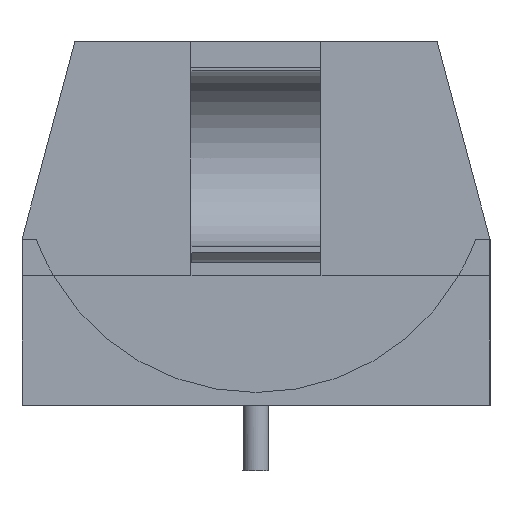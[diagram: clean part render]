
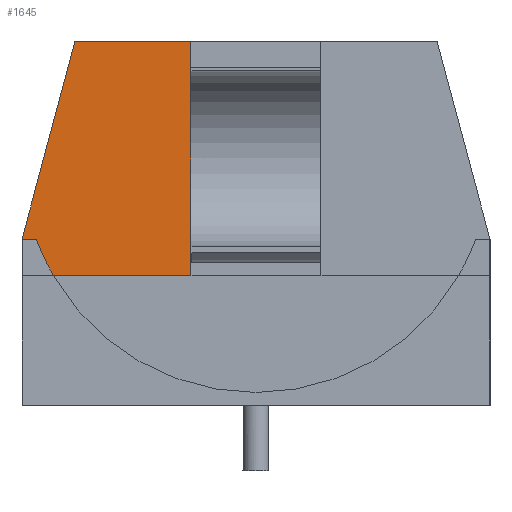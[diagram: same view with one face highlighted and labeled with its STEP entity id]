
A CAD part, left-side view. The second image highlights one B-rep face of the part: STEP entity #1645.
In plain terms, the highlighted planar face has unit normal (-1, 0, 0).
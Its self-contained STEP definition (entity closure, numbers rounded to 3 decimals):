
#211 = VERTEX_POINT('',#212);
#212 = CARTESIAN_POINT('',(-21.5,9.,6.4));
#250 = VERTEX_POINT('',#251);
#251 = CARTESIAN_POINT('',(-21.5,7.794,5.));
#641 = EDGE_CURVE('',#211,#642,#644,.T.);
#642 = VERTEX_POINT('',#643);
#643 = CARTESIAN_POINT('',(-21.5,6.964,14.));
#644 = LINE('',#645,#646);
#645 = CARTESIAN_POINT('',(-21.5,8.753,7.321));
#646 = VECTOR('',#647,1.);
#647 = DIRECTION('',(0.,-0.259,0.966));
#673 = EDGE_CURVE('',#674,#250,#676,.T.);
#674 = VERTEX_POINT('',#675);
#675 = CARTESIAN_POINT('',(-21.5,8.449,6.4));
#676 = CIRCLE('',#677,9.);
#677 = AXIS2_PLACEMENT_3D('',#678,#679,#680);
#678 = CARTESIAN_POINT('',(-21.5,0.,9.5));
#679 = DIRECTION('',(-1.,0.,0.));
#680 = DIRECTION('',(0.,-1.,0.));
#682 = EDGE_CURVE('',#674,#211,#683,.T.);
#683 = LINE('',#684,#685);
#684 = CARTESIAN_POINT('',(-21.5,-9.,6.4));
#685 = VECTOR('',#686,1.);
#686 = DIRECTION('',(0.,1.,0.));
#697 = EDGE_CURVE('',#250,#698,#700,.T.);
#698 = VERTEX_POINT('',#699);
#699 = CARTESIAN_POINT('',(-21.5,2.5,5.));
#700 = LINE('',#701,#702);
#701 = CARTESIAN_POINT('',(-21.5,9.,5.));
#702 = VECTOR('',#703,1.);
#703 = DIRECTION('',(0.,-1.,0.));
#1594 = EDGE_CURVE('',#1595,#642,#1597,.T.);
#1595 = VERTEX_POINT('',#1596);
#1596 = CARTESIAN_POINT('',(-21.5,2.5,14.));
#1597 = LINE('',#1598,#1599);
#1598 = CARTESIAN_POINT('',(-21.5,-9.,14.));
#1599 = VECTOR('',#1600,1.);
#1600 = DIRECTION('',(0.,1.,0.));
#1645 = ADVANCED_FACE('',(#1646),#1659,.T.);
#1646 = FACE_BOUND('',#1647,.T.);
#1647 = EDGE_LOOP('',(#1648,#1654,#1655,#1656,#1657,#1658));
#1648 = ORIENTED_EDGE('',*,*,#1649,.F.);
#1649 = EDGE_CURVE('',#1595,#698,#1650,.T.);
#1650 = LINE('',#1651,#1652);
#1651 = CARTESIAN_POINT('',(-21.5,2.5,14.));
#1652 = VECTOR('',#1653,1.);
#1653 = DIRECTION('',(-0.,-0.,-1.));
#1654 = ORIENTED_EDGE('',*,*,#1594,.T.);
#1655 = ORIENTED_EDGE('',*,*,#641,.F.);
#1656 = ORIENTED_EDGE('',*,*,#682,.F.);
#1657 = ORIENTED_EDGE('',*,*,#673,.T.);
#1658 = ORIENTED_EDGE('',*,*,#697,.T.);
#1659 = PLANE('',#1660);
#1660 = AXIS2_PLACEMENT_3D('',#1661,#1662,#1663);
#1661 = CARTESIAN_POINT('',(-21.5,-9.,5.));
#1662 = DIRECTION('',(-1.,0.,0.));
#1663 = DIRECTION('',(0.,1.,0.));
